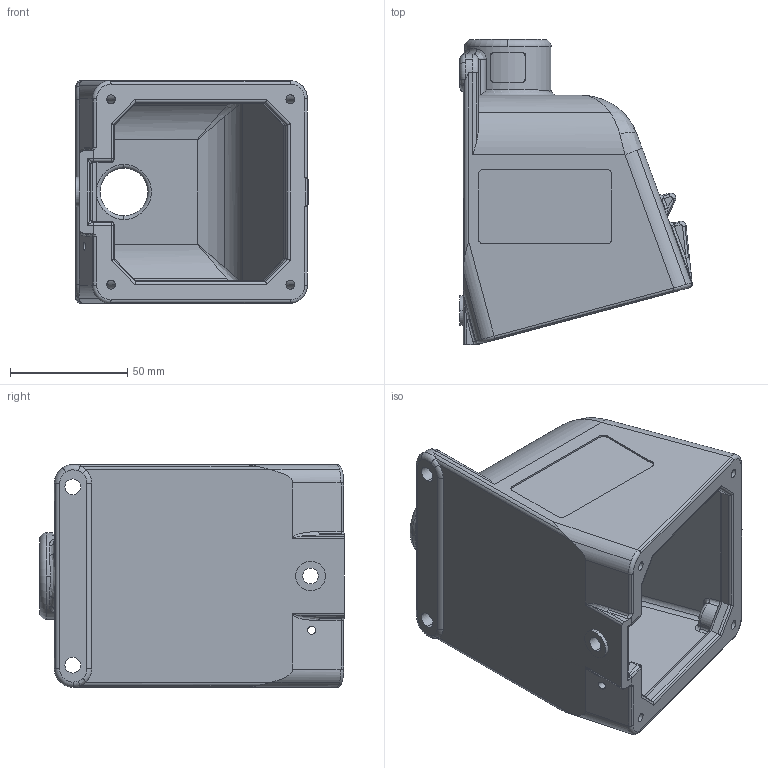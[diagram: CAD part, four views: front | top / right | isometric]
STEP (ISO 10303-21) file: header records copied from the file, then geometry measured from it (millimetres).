
FILE_DESCRIPTION (( 'STEP AP203' ), '1' );
FILE_NAME ('BB201WA.step', '2022-08-17T20:09:13', ( '' ), ( '' ), 'SwSTEP 2.0', 'SolidWorks 2021', '' );
FILE_SCHEMA (( 'CONFIG_CONTROL_DESIGN' ));
Length unit declared in the file: inch
Products named in the file (1): BB201WA
Bounding box: 99.31 x 130.3 x 95.25 mm (x, y, z)
Volume: 208028.1 mm3; surface area: 82781.3 mm2
Topology: 1 solids, 1 shells, 428 faces, 1118 edges, 682 vertices
Faces by surface type: cylinder 244, plane 63, torus 57, bspline 48, cone 8, sphere 8
Entity records: 15464 total; most frequent: CARTESIAN_POINT 5586, ORIENTED_EDGE 2212, DIRECTION 1881, EDGE_CURVE 1106, AXIS2_PLACEMENT_3D 738, VERTEX_POINT 682, EDGE_LOOP 446, ADVANCED_FACE 428
